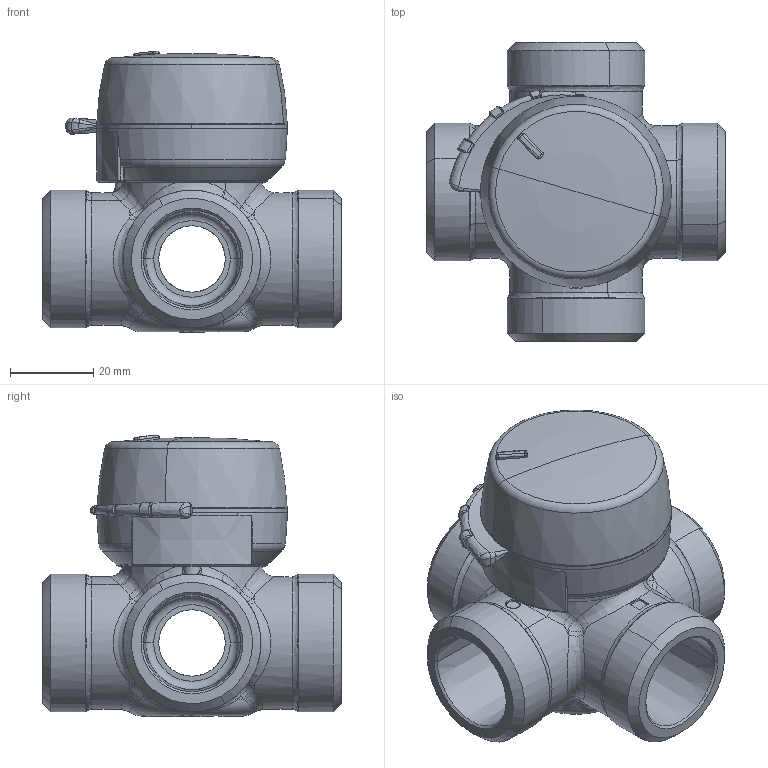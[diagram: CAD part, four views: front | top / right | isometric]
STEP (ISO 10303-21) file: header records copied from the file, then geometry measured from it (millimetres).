
FILE_DESCRIPTION(('CATIA V5 STEP Exchange'),'2;1');
FILE_NAME('7150s2.stp','2008-06-12T10:40:54+00:00',('none'),('none'),'CATIA Version 5 Release 16 (IN-10)','CATIA V5 STEP AP214','none');
FILE_SCHEMA(('AUTOMOTIVE_DESIGN { 1 0 10303 214 1 1 1 1 }'));
Length unit declared in the file: millimetre
Products named in the file (5): VRG X42 DN20; 7101-02; 7034-01; 7040-01; 7039-01
Assembly tree (4 placements, depth 2):
  VRG X42 DN20
    7101-02
    7034-01
    7040-01
    7039-01
Bounding box: 72 x 72 x 67.87 mm (x, y, z)
Volume: 70158.7 mm3; surface area: 48930.8 mm2
Topology: 5 solids, 5 shells, 1080 faces, 2833 edges, 1780 vertices
Faces by surface type: plane 358, cylinder 234, bspline 211, cone 128, torus 92, sphere 25, revolution 22, extrusion 10
Entity records: 42343 total; most frequent: CARTESIAN_POINT 19687, ORIENTED_EDGE 5618, DIRECTION 3009, EDGE_CURVE 2768, VERTEX_POINT 1749, AXIS2_PLACEMENT_3D 1320, EDGE_LOOP 1139, VECTOR 1102
